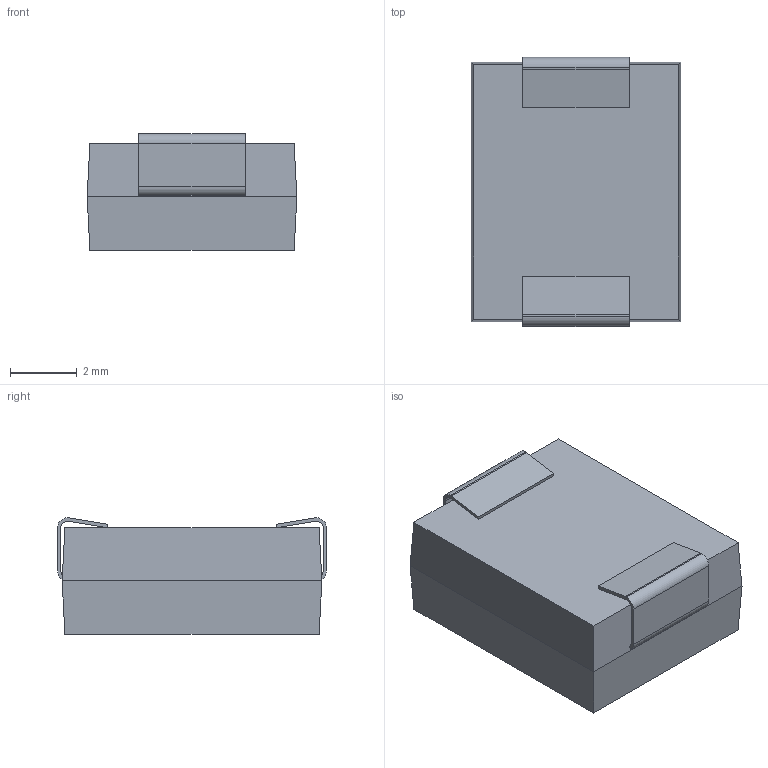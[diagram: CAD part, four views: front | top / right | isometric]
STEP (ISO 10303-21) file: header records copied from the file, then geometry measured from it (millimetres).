
FILE_DESCRIPTION (( 'STEP AP214' ), '1' );
FILE_NAME ('CU3225.STEP', '2020-04-20T06:05:51', ( '' ), ( '' ), 'SwSTEP 2.0', 'SolidWorks 2019', '' );
FILE_SCHEMA (( 'AUTOMOTIVE_DESIGN' ));
Length unit declared in the file: millimetre
Products named in the file (1): CU3225
Bounding box: 6.3 x 8.08 x 3.49 mm (x, y, z)
Volume: 155.5 mm3; surface area: 223.9 mm2
Topology: 1 solids, 1 shells, 36 faces, 92 edges, 60 vertices
Faces by surface type: plane 24, cylinder 12
Entity records: 1122 total; most frequent: DIRECTION 190, CARTESIAN_POINT 189, ORIENTED_EDGE 184, EDGE_CURVE 92, LINE 68, VECTOR 68, AXIS2_PLACEMENT_3D 61, VERTEX_POINT 60
